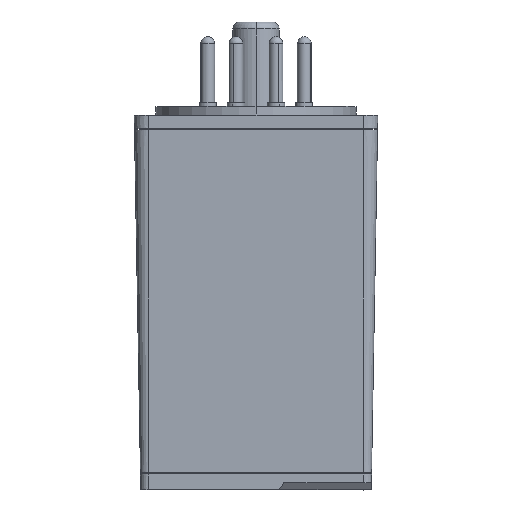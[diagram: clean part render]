
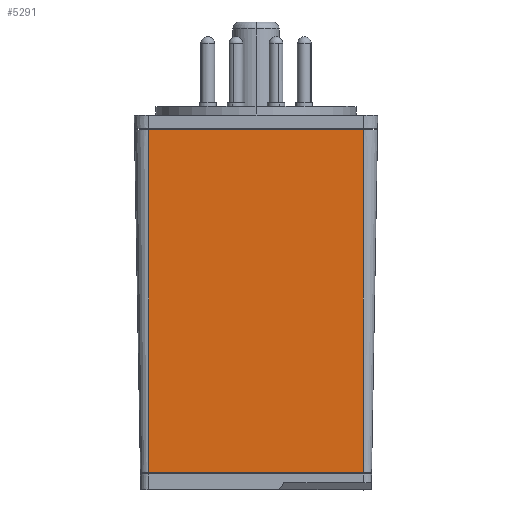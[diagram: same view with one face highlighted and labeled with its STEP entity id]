
A CAD part, top view. The second image highlights one B-rep face of the part: STEP entity #5291.
In plain terms, the highlighted planar face has unit normal (0, -0.018, 1).
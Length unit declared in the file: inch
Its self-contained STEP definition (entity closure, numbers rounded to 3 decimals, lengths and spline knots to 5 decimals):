
#14 = DIRECTION ( 'NONE',  ( 1., 0., 0. ) ) ;
#295 = VERTEX_POINT ( 'NONE', #2987 ) ;
#305 = VERTEX_POINT ( 'NONE', #2773 ) ;
#448 = CARTESIAN_POINT ( 'NONE',  ( 0.616, 0., 0.7 ) ) ;
#586 = EDGE_CURVE ( 'EDGE212', #305, #295, #824, .T. ) ;
#824 = LINE ( 'NONE', #448, #3251 ) ;
#869 = ORIENTED_EDGE ( 'NONE', *, *, #5307, .T. ) ;
#1654 = CARTESIAN_POINT ( 'NONE',  ( -0.616, -2.1, 0.66334 ) ) ;
#1767 = CARTESIAN_POINT ( 'NONE',  ( -0.616, 0., 0.7 ) ) ;
#2362 = DIRECTION ( 'NONE',  ( 1., 0., 0. ) ) ;
#2727 = ORIENTED_EDGE ( 'NONE', *, *, #3043, .T. ) ;
#2773 = CARTESIAN_POINT ( 'NONE',  ( 0.616, -0.135, 0.69764 ) ) ;
#2782 = EDGE_CURVE ( 'EDGE213', #305, #5854, #5465, .T. ) ;
#2925 = DIRECTION ( 'NONE',  ( 0., -1., -0.017 ) ) ;
#2987 = CARTESIAN_POINT ( 'NONE',  ( 0.616, -2.1, 0.66334 ) ) ;
#3022 = DIRECTION ( 'NONE',  ( -1., 0., 0. ) ) ;
#3043 = EDGE_CURVE ( 'EDGE214', #5854, #4643, #5451, .T. ) ;
#3251 = VECTOR ( 'NONE', #7327, 39.37008 ) ;
#3279 = ORIENTED_EDGE ( 'NONE', *, *, #2782, .T. ) ;
#3328 = AXIS2_PLACEMENT_3D ( 'NONE', #1767, #5901, #2362 ) ;
#3907 = CARTESIAN_POINT ( 'NONE',  ( -0.308, -0.135, 0.69764 ) ) ;
#4364 = LINE ( 'NONE', #6472, #5742 ) ;
#4643 = VERTEX_POINT ( 'NONE', #1654 ) ;
#4704 = PLANE ( 'NONE',  #3328 ) ;
#4733 = EDGE_LOOP ( 'NONE', ( #869, #5584, #3279, #2727 ) ) ;
#5268 = VECTOR ( 'NONE', #2925, 39.37008 ) ;
#5291 = ADVANCED_FACE ( 'FACE81', ( #6486 ), #4704, .T. ) ;
#5307 = EDGE_CURVE ( 'EDGE208', #4643, #295, #4364, .T. ) ;
#5451 = LINE ( 'NONE', #7632, #5268 ) ;
#5465 = LINE ( 'NONE', #3907, #6853 ) ;
#5584 = ORIENTED_EDGE ( 'NONE', *, *, #586, .F. ) ;
#5742 = VECTOR ( 'NONE', #14, 39.37008 ) ;
#5854 = VERTEX_POINT ( 'NONE', #7618 ) ;
#5901 = DIRECTION ( 'NONE',  ( 0., -0.017, 1. ) ) ;
#6472 = CARTESIAN_POINT ( 'NONE',  ( -0.308, -2.1, 0.66334 ) ) ;
#6486 = FACE_OUTER_BOUND ( 'NONE', #4733, .T. ) ;
#6853 = VECTOR ( 'NONE', #3022, 39.37008 ) ;
#7327 = DIRECTION ( 'NONE',  ( 0., -1., -0.017 ) ) ;
#7618 = CARTESIAN_POINT ( 'NONE',  ( -0.616, -0.135, 0.69764 ) ) ;
#7632 = CARTESIAN_POINT ( 'NONE',  ( -0.616, 0., 0.7 ) ) ;
